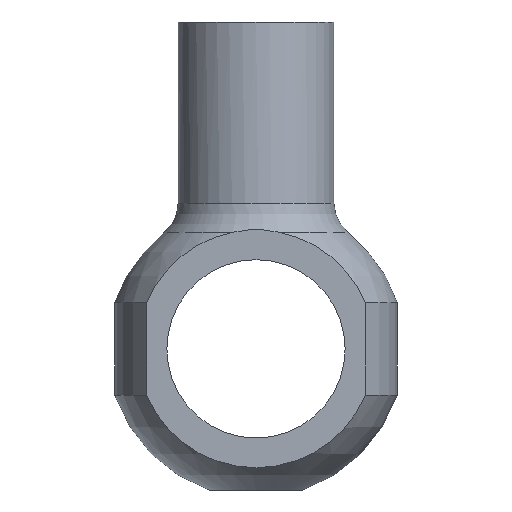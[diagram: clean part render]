
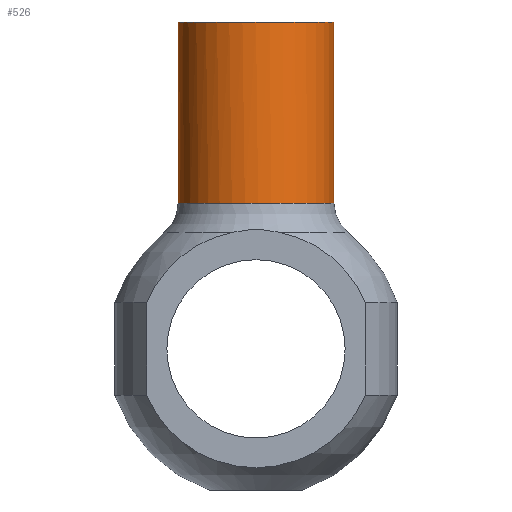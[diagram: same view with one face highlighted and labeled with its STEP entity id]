
A CAD part, front view. The second image highlights one B-rep face of the part: STEP entity #526.
In plain terms, the highlighted cylindrical face has radius 5.25 mm (diameter 10.5 mm), a full revolution.
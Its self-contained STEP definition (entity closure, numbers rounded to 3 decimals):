
#407=CARTESIAN_POINT('',(-10.248,10.807,22.0));
#408=VERTEX_POINT('',#407);
#409=CARTESIAN_POINT('',(-15.498,10.807,22.0));
#410=DIRECTION('',(0.0,0.0,-1.0));
#411=DIRECTION('',(-1.0,0.0,0.0));
#412=AXIS2_PLACEMENT_3D('',#409,#410,#411);
#413=CIRCLE('',#412,5.25);
#414=EDGE_CURVE('',#408,#408,#413,.T.);
#427=CARTESIAN_POINT('',(-10.248,10.807,9.808));
#428=VERTEX_POINT('',#427);
#429=CARTESIAN_POINT('',(-15.498,10.807,9.808));
#430=DIRECTION('',(0.0,0.0,-1.0));
#431=DIRECTION('',(-1.0,0.0,0.0));
#432=AXIS2_PLACEMENT_3D('',#429,#430,#431);
#433=CIRCLE('',#432,5.25);
#434=EDGE_CURVE('',#428,#428,#433,.T.);
#515=CARTESIAN_POINT('',(-15.498,10.807,0.0));
#516=DIRECTION('',(0.0,0.0,1.0));
#517=DIRECTION('',(-1.0,0.0,0.0));
#518=AXIS2_PLACEMENT_3D('',#515,#516,#517);
#519=CYLINDRICAL_SURFACE('',#518,5.25);
#520=ORIENTED_EDGE('',*,*,#414,.T.);
#521=EDGE_LOOP('',(#520));
#522=FACE_OUTER_BOUND('',#521,.T.);
#523=ORIENTED_EDGE('',*,*,#434,.F.);
#524=EDGE_LOOP('',(#523));
#525=FACE_BOUND('',#524,.T.);
#526=ADVANCED_FACE('',(#522,#525),#519,.T.);
